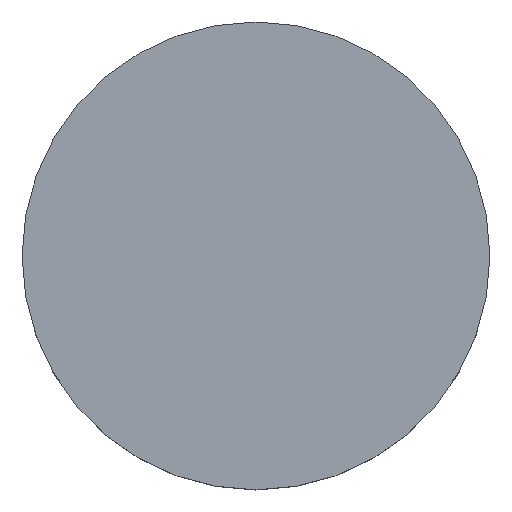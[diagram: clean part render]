
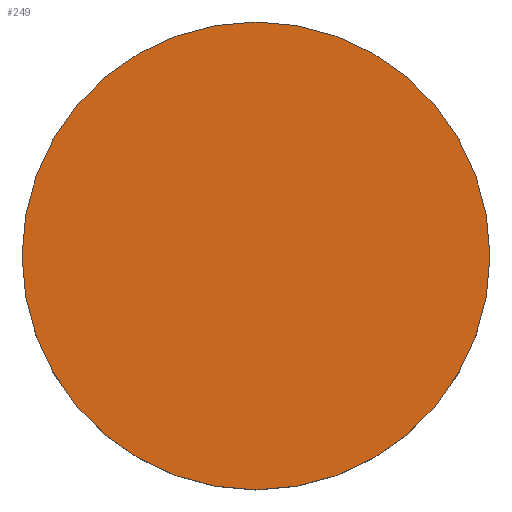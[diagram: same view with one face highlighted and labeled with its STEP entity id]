
A CAD part, top view. The second image highlights one B-rep face of the part: STEP entity #249.
In plain terms, the highlighted planar face has unit normal (0, 0, 1).
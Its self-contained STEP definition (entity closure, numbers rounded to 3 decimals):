
#1 = DIRECTION ( 'NONE',  ( 0., 0., 1. ) ) ;
#6 = PLANE ( 'NONE',  #248 ) ;
#27 = DIRECTION ( 'NONE',  ( 1., 0., 0. ) ) ;
#28 = AXIS2_PLACEMENT_3D ( 'NONE', #151, #1, #232 ) ;
#38 = ORIENTED_EDGE ( 'NONE', *, *, #219, .T. ) ;
#75 = EDGE_CURVE ( 'NONE', #156, #158, #93, .T. ) ;
#93 = CIRCLE ( 'NONE', #28, 25.4 ) ;
#115 = DIRECTION ( 'NONE',  ( 1., 0., 0. ) ) ;
#116 = CARTESIAN_POINT ( 'NONE',  ( 0., 0., 10. ) ) ;
#151 = CARTESIAN_POINT ( 'NONE',  ( 0., 0., 10. ) ) ;
#152 = CARTESIAN_POINT ( 'NONE',  ( -25.4, 0., 10. ) ) ;
#153 = DIRECTION ( 'NONE',  ( 0., 0., 1. ) ) ;
#156 = VERTEX_POINT ( 'NONE', #163 ) ;
#158 = VERTEX_POINT ( 'NONE', #152 ) ;
#163 = CARTESIAN_POINT ( 'NONE',  ( 25.4, 0., 10. ) ) ;
#173 = FACE_OUTER_BOUND ( 'NONE', #198, .T. ) ;
#189 = DIRECTION ( 'NONE',  ( 0., 0., 1. ) ) ;
#198 = EDGE_LOOP ( 'NONE', ( #38, #207 ) ) ;
#207 = ORIENTED_EDGE ( 'NONE', *, *, #75, .T. ) ;
#216 = CARTESIAN_POINT ( 'NONE',  ( 0., 0., 10. ) ) ;
#219 = EDGE_CURVE ( 'NONE', #158, #156, #223, .T. ) ;
#223 = CIRCLE ( 'NONE', #225, 25.4 ) ;
#225 = AXIS2_PLACEMENT_3D ( 'NONE', #116, #189, #115 ) ;
#232 = DIRECTION ( 'NONE',  ( 1., 0., 0. ) ) ;
#248 = AXIS2_PLACEMENT_3D ( 'NONE', #216, #153, #27 ) ;
#249 = ADVANCED_FACE ( 'NONE', ( #173 ), #6, .T. ) ;
